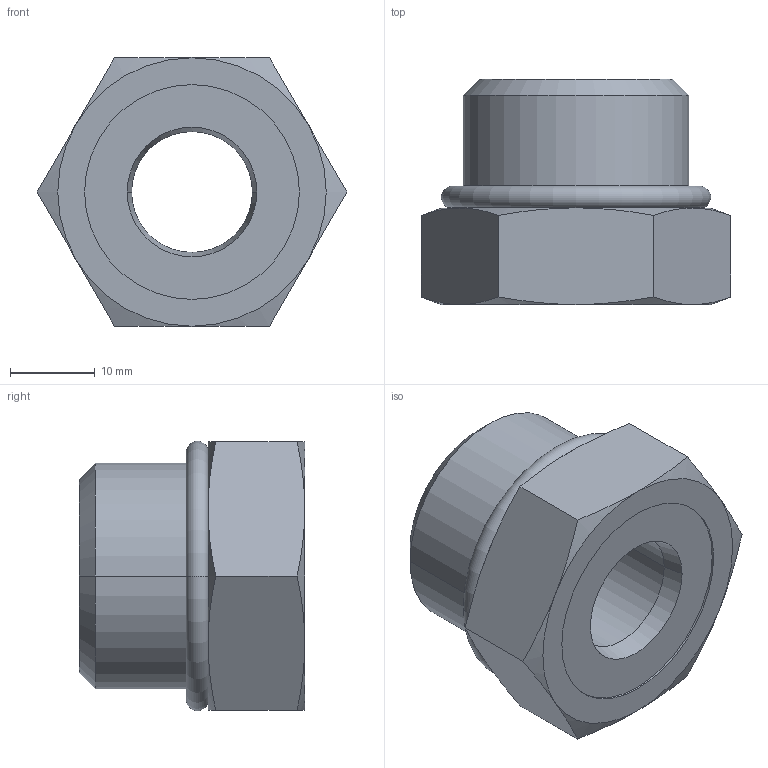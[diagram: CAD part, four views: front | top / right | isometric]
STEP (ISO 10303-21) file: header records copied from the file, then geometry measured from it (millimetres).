
FILE_DESCRIPTION((''),'2;1');
FILE_NAME('ILC30801206','2005-08-25T',('KR'),(''),'PRO/ENGINEER BY PARAMETRIC TECHNOLOGY CORPORATION, 2004290','PRO/ENGINEER BY PARAMETRIC TECHNOLOGY CORPORATION, 2004290','');
FILE_SCHEMA(('AUTOMOTIVE_DESIGN_CC2 { 1 2 10303 214 -1 1 5 2 }'));
Length unit declared in the file: inch
Products named in the file (1): ILC30801206
Bounding box: 36.66 x 26.67 x 31.87 mm (x, y, z)
Volume: 13299.5 mm3; surface area: 5533.8 mm2
Topology: 1 solids, 2 shells, 43 faces, 90 edges, 52 vertices
Faces by surface type: cone 18, plane 11, cylinder 10, torus 4
Entity records: 1676 total; most frequent: CARTESIAN_POINT 341, DIRECTION 196, ORIENTED_EDGE 180, COLOUR_RGB 107, PRESENTATION_STYLE_ASSIGNMENT 93, STYLED_ITEM 91, CURVE_STYLE 90, EDGE_CURVE 90
